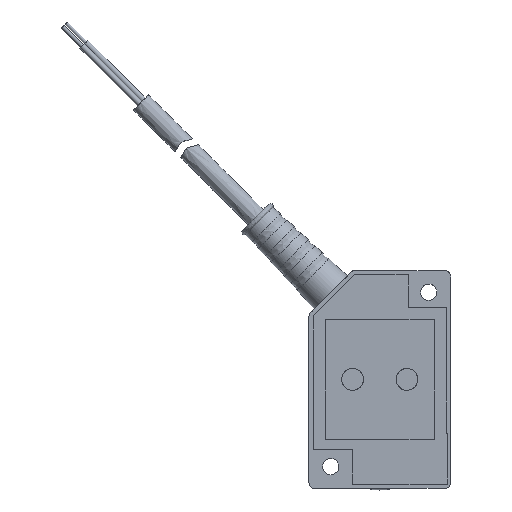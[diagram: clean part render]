
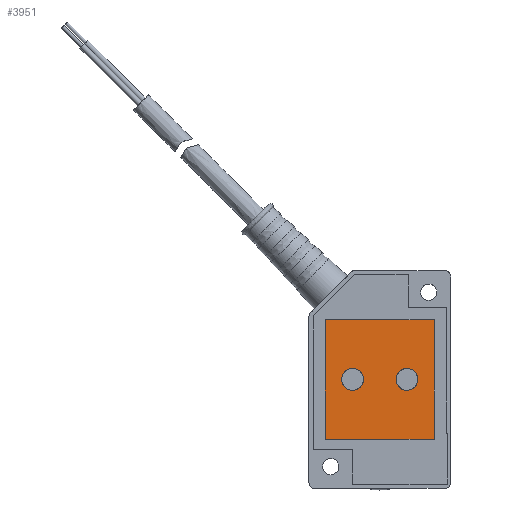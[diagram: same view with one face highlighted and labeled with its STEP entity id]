
A CAD part, top view. The second image highlights one B-rep face of the part: STEP entity #3951.
In plain terms, the highlighted free-form (B-spline) face has degree [1, 1] with [2, 2] control points.
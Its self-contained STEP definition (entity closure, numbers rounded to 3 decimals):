
#3852=CARTESIAN_POINT('',(7.,20.,5.95));
#3853=VERTEX_POINT('',#3852);
#3859=CARTESIAN_POINT('',(7.,20.,5.95));
#3860=CARTESIAN_POINT('',(7.,16.536,5.95));
#3861=CARTESIAN_POINT('',(4.,18.268,5.95));
#3862=CARTESIAN_POINT('',(1.,20.,5.95));
#3863=CARTESIAN_POINT('',(4.,21.732,5.95));
#3864=CARTESIAN_POINT('',(7.,23.464,5.95));
#3865=CARTESIAN_POINT('',(7.,20.,5.95));
#3866=(BOUNDED_CURVE()B_SPLINE_CURVE(2,(#3859,#3860,#3861,#3862,#3863,#3864,#3865),.CIRCULAR_ARC.,.T.,.U.)B_SPLINE_CURVE_WITH_KNOTS((3,2,2,3),(0.,0.333,0.667,1.),.UNSPECIFIED.)CURVE()GEOMETRIC_REPRESENTATION_ITEM()RATIONAL_B_SPLINE_CURVE((1.,0.5,1.,0.5,1.,0.5,1.))REPRESENTATION_ITEM(''));
#3867=EDGE_CURVE('',#3853,#3853,#3866,.T.);
#3889=CARTESIAN_POINT('',(-3.,20.,5.95));
#3890=VERTEX_POINT('',#3889);
#3896=CARTESIAN_POINT('',(-3.,20.,5.95));
#3897=CARTESIAN_POINT('',(-3.,16.536,5.95));
#3898=CARTESIAN_POINT('',(-6.,18.268,5.95));
#3899=CARTESIAN_POINT('',(-9.,20.,5.95));
#3900=CARTESIAN_POINT('',(-6.,21.732,5.95));
#3901=CARTESIAN_POINT('',(-3.,23.464,5.95));
#3902=CARTESIAN_POINT('',(-3.,20.,5.95));
#3903=(BOUNDED_CURVE()B_SPLINE_CURVE(2,(#3896,#3897,#3898,#3899,#3900,#3901,#3902),.CIRCULAR_ARC.,.T.,.U.)B_SPLINE_CURVE_WITH_KNOTS((3,2,2,3),(0.,0.333,0.667,1.),.UNSPECIFIED.)CURVE()GEOMETRIC_REPRESENTATION_ITEM()RATIONAL_B_SPLINE_CURVE((1.,0.5,1.,0.5,1.,0.5,1.))REPRESENTATION_ITEM(''));
#3904=EDGE_CURVE('',#3890,#3890,#3903,.T.);
#3910=CARTESIAN_POINT('',(-11.1,32.1,5.95));
#3911=CARTESIAN_POINT('',(-11.1,7.9,5.95));
#3912=CARTESIAN_POINT('',(13.1,32.1,5.95));
#3913=CARTESIAN_POINT('',(13.1,7.9,5.95));
#3914=B_SPLINE_SURFACE_WITH_KNOTS('',1,1,((#3910,#3911),(#3912,#3913)),.PLANE_SURF.,.F.,.F.,.U.,(2,2),(2,2),(0.,1.),(0.,1.),.UNSPECIFIED.);
#3915=CARTESIAN_POINT('',(-10.,31.,5.95));
#3916=VERTEX_POINT('',#3915);
#3917=CARTESIAN_POINT('',(10.,31.,5.95));
#3918=VERTEX_POINT('',#3917);
#3919=CARTESIAN_POINT('',(-10.,31.,5.95));
#3920=CARTESIAN_POINT('',(10.,31.,5.95));
#3921=B_SPLINE_CURVE_WITH_KNOTS('',1,(#3919,#3920),.POLYLINE_FORM.,.F.,.U.,(2,2),(0.,1.),.UNSPECIFIED.);
#3922=EDGE_CURVE('',#3916,#3918,#3921,.T.);
#3923=ORIENTED_EDGE('',*,*,#3922,.T.);
#3924=CARTESIAN_POINT('',(10.,9.,5.95));
#3925=VERTEX_POINT('',#3924);
#3926=CARTESIAN_POINT('',(10.,31.,5.95));
#3927=CARTESIAN_POINT('',(10.,9.,5.95));
#3928=B_SPLINE_CURVE_WITH_KNOTS('',1,(#3926,#3927),.POLYLINE_FORM.,.F.,.U.,(2,2),(0.,1.),.UNSPECIFIED.);
#3929=EDGE_CURVE('',#3918,#3925,#3928,.T.);
#3930=ORIENTED_EDGE('',*,*,#3929,.T.);
#3931=CARTESIAN_POINT('',(-10.,9.,5.95));
#3932=VERTEX_POINT('',#3931);
#3933=CARTESIAN_POINT('',(10.,9.,5.95));
#3934=CARTESIAN_POINT('',(-10.,9.,5.95));
#3935=B_SPLINE_CURVE_WITH_KNOTS('',1,(#3933,#3934),.POLYLINE_FORM.,.F.,.U.,(2,2),(0.,1.),.UNSPECIFIED.);
#3936=EDGE_CURVE('',#3925,#3932,#3935,.T.);
#3937=ORIENTED_EDGE('',*,*,#3936,.T.);
#3938=CARTESIAN_POINT('',(-10.,9.,5.95));
#3939=CARTESIAN_POINT('',(-10.,31.,5.95));
#3940=B_SPLINE_CURVE_WITH_KNOTS('',1,(#3938,#3939),.POLYLINE_FORM.,.F.,.U.,(2,2),(0.,1.),.UNSPECIFIED.);
#3941=EDGE_CURVE('',#3932,#3916,#3940,.T.);
#3942=ORIENTED_EDGE('',*,*,#3941,.T.);
#3943=EDGE_LOOP('',(#3923,#3930,#3937,#3942));
#3944=FACE_OUTER_BOUND('',#3943,.F.);
#3945=ORIENTED_EDGE('',*,*,#3867,.F.);
#3946=EDGE_LOOP('',(#3945));
#3947=FACE_BOUND('',#3946,.F.);
#3948=ORIENTED_EDGE('',*,*,#3904,.F.);
#3949=EDGE_LOOP('',(#3948));
#3950=FACE_BOUND('',#3949,.F.);
#3951=ADVANCED_FACE('',(#3944,#3947,#3950),#3914,.F.);
